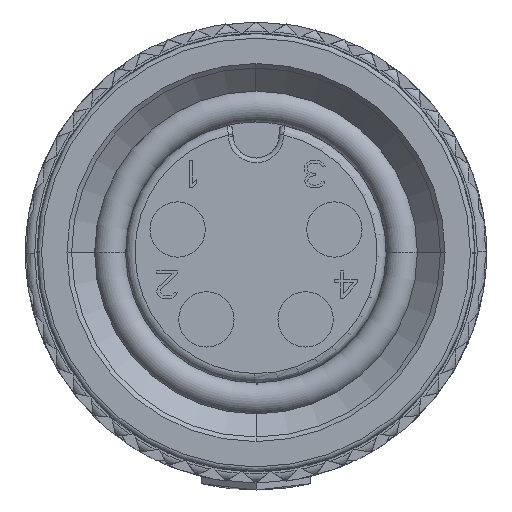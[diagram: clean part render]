
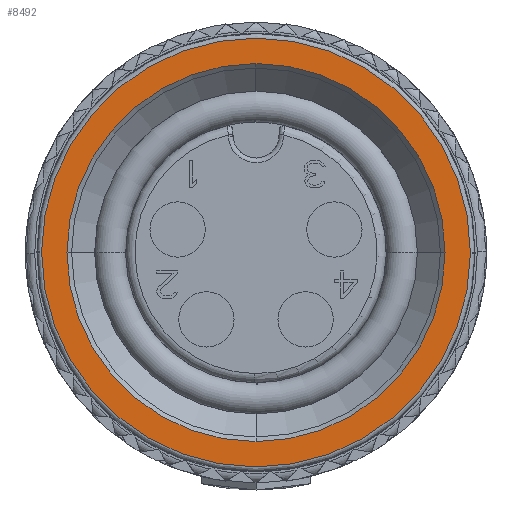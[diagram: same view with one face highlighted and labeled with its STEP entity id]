
A CAD part, front view. The second image highlights one B-rep face of the part: STEP entity #8492.
In plain terms, the highlighted planar face has unit normal (0, -1, 0).
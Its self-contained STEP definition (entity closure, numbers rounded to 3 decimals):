
#8492=ADVANCED_FACE('',(#17893,#17894),#17895,.T.);
#8510=EDGE_CURVE('',#17922,#17919,#17923,.T.);
#8514=EDGE_CURVE('',#17919,#17928,#17929,.T.);
#8522=EDGE_CURVE('',#17941,#17942,#17943,.T.);
#8528=EDGE_CURVE('',#17951,#17952,#17953,.T.);
#10634=EDGE_CURVE('',#17952,#17941,#20717,.T.);
#10636=EDGE_CURVE('',#17942,#17951,#20719,.T.);
#10646=EDGE_CURVE('',#20730,#17922,#20731,.T.);
#10648=EDGE_CURVE('',#17928,#20730,#20733,.T.);
#17893=FACE_OUTER_BOUND('',#75507,.T.);
#17894=FACE_BOUND('',#75508,.T.);
#17895=PLANE('',#75509);
#17919=VERTEX_POINT('',#75537);
#17922=VERTEX_POINT('',#75542);
#17923=CIRCLE('',#75543,4.1);
#17928=VERTEX_POINT('',#75550);
#17929=CIRCLE('',#75551,4.1);
#17941=VERTEX_POINT('',#75567);
#17942=VERTEX_POINT('',#75568);
#17943=CIRCLE('',#75569,4.65);
#17951=VERTEX_POINT('',#75580);
#17952=VERTEX_POINT('',#75581);
#17953=CIRCLE('',#75582,4.65);
#20717=CIRCLE('',#82274,4.65);
#20719=CIRCLE('',#82277,4.65);
#20730=VERTEX_POINT('',#82295);
#20731=CIRCLE('',#82296,4.1);
#20733=CIRCLE('',#82299,4.1);
#75507=EDGE_LOOP('',(#104560,#104561,#104562,#104563));
#75508=EDGE_LOOP('',(#104564,#104565,#104566,#104567));
#75509=AXIS2_PLACEMENT_3D('',#104568,#104569,#104570);
#75537=CARTESIAN_POINT('',(4.1,-8.5,0.0));
#75542=CARTESIAN_POINT('',(0.,-8.5,4.1));
#75543=AXIS2_PLACEMENT_3D('',#104618,#104619,#104620);
#75550=CARTESIAN_POINT('',(0.,-8.5,-4.1));
#75551=AXIS2_PLACEMENT_3D('',#104624,#104625,#104626);
#75567=CARTESIAN_POINT('',(4.65,-8.5,0.0));
#75568=CARTESIAN_POINT('',(-4.65,-8.5,0.024));
#75569=AXIS2_PLACEMENT_3D('',#104636,#104637,#104638);
#75580=CARTESIAN_POINT('',(-4.65,-8.5,0.0));
#75581=CARTESIAN_POINT('',(4.65,-8.5,-0.024));
#75582=AXIS2_PLACEMENT_3D('',#104645,#104646,#104647);
#82274=AXIS2_PLACEMENT_3D('',#106168,#106169,#106170);
#82277=AXIS2_PLACEMENT_3D('',#106171,#106172,#106173);
#82295=CARTESIAN_POINT('',(-4.1,-8.5,0.0));
#82296=AXIS2_PLACEMENT_3D('',#106182,#106183,#106184);
#82299=AXIS2_PLACEMENT_3D('',#106185,#106186,#106187);
#104560=ORIENTED_EDGE('',*,*,#8522,.T.);
#104561=ORIENTED_EDGE('',*,*,#10636,.T.);
#104562=ORIENTED_EDGE('',*,*,#8528,.T.);
#104563=ORIENTED_EDGE('',*,*,#10634,.T.);
#104564=ORIENTED_EDGE('',*,*,#10646,.T.);
#104565=ORIENTED_EDGE('',*,*,#8510,.T.);
#104566=ORIENTED_EDGE('',*,*,#8514,.T.);
#104567=ORIENTED_EDGE('',*,*,#10648,.T.);
#104568=CARTESIAN_POINT('',(0.0,-8.5,0.0));
#104569=DIRECTION('',(0.0,-1.0,0.0));
#104570=DIRECTION('',(0.0,0.0,-1.0));
#104618=CARTESIAN_POINT('',(0.0,-8.5,0.0));
#104619=DIRECTION('',(0.0,1.0,0.0));
#104620=DIRECTION('',(-1.0,0.0,0.0));
#104624=CARTESIAN_POINT('',(0.0,-8.5,0.0));
#104625=DIRECTION('',(-0.0,1.0,0.0));
#104626=DIRECTION('',(1.0,0.0,0.0));
#104636=CARTESIAN_POINT('',(0.0,-8.5,0.0));
#104637=DIRECTION('',(0.0,-1.0,0.0));
#104638=DIRECTION('',(1.0,0.0,0.0));
#104645=CARTESIAN_POINT('',(0.0,-8.5,0.0));
#104646=DIRECTION('',(0.0,-1.0,0.0));
#104647=DIRECTION('',(-1.0,0.0,0.0));
#106168=CARTESIAN_POINT('',(0.0,-8.5,0.0));
#106169=DIRECTION('',(0.0,-1.0,0.0));
#106170=DIRECTION('',(-1.0,0.0,0.0));
#106171=CARTESIAN_POINT('',(0.0,-8.5,0.0));
#106172=DIRECTION('',(0.0,-1.0,0.0));
#106173=DIRECTION('',(1.0,0.0,0.0));
#106182=CARTESIAN_POINT('',(0.0,-8.5,0.0));
#106183=DIRECTION('',(0.0,1.0,0.0));
#106184=DIRECTION('',(-1.0,0.0,0.0));
#106185=CARTESIAN_POINT('',(0.0,-8.5,0.0));
#106186=DIRECTION('',(-0.0,1.0,0.0));
#106187=DIRECTION('',(1.0,0.0,0.0));
